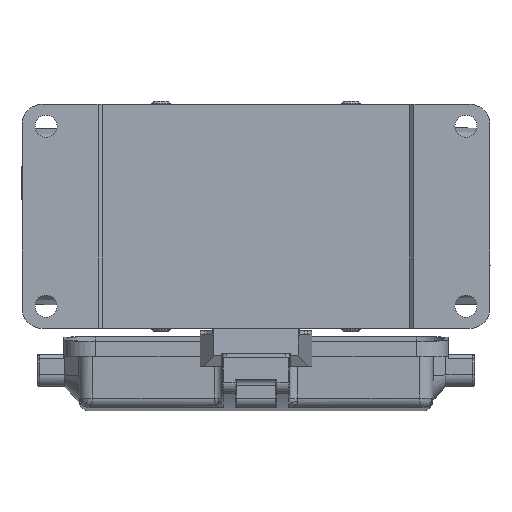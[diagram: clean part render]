
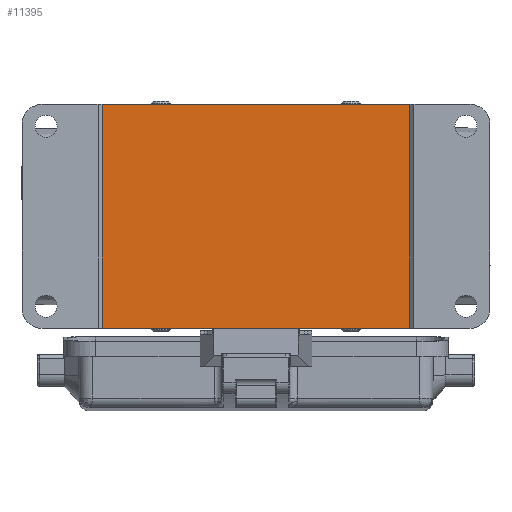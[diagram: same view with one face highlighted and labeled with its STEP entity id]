
A CAD part, front view. The second image highlights one B-rep face of the part: STEP entity #11395.
In plain terms, the highlighted planar face has unit normal (0, -1, 0).
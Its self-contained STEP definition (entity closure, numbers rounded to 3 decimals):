
#534 = AXIS2_PLACEMENT_3D ( 'NONE', #10735, #10736, #10737 ) ;
#535 = FACE_OUTER_BOUND ( 'NONE', #1112, .T. ) ;
#875 = VERTEX_POINT ( 'NONE', #1599 ) ;
#907 = VERTEX_POINT ( 'NONE', #1657 ) ;
#1112 = EDGE_LOOP ( 'NONE', ( #13805, #12842, #13696, #13803 ) ) ;
#1436 = VERTEX_POINT ( 'NONE', #2401 ) ;
#1437 = VERTEX_POINT ( 'NONE', #2400 ) ;
#1599 = CARTESIAN_POINT ( 'NONE',  ( 38.5, -23., 28. ) ) ;
#1657 = CARTESIAN_POINT ( 'NONE',  ( -38.5, -23., 28. ) ) ;
#2400 = CARTESIAN_POINT ( 'NONE',  ( 38.5, -23., -28. ) ) ;
#2401 = CARTESIAN_POINT ( 'NONE',  ( -38.5, -23., -28. ) ) ;
#8030 = LINE ( 'NONE', #8031, #18306 ) ;
#8031 = CARTESIAN_POINT ( 'NONE',  ( -58.5, -23., 28. ) ) ;
#8032 = DIRECTION ( 'NONE',  ( 1., 0., 0. ) ) ;
#10734 = PLANE ( 'NONE',  #534 ) ;
#10735 = CARTESIAN_POINT ( 'NONE',  ( 38.5, -23., 33.6 ) ) ;
#10736 = DIRECTION ( 'NONE',  ( 0., 1., 0. ) ) ;
#10737 = DIRECTION ( 'NONE',  ( 0., 0., 1. ) ) ;
#11395 = ADVANCED_FACE ( 'NONE', ( #535 ), #10734, .F. ) ;
#12842 = ORIENTED_EDGE ( 'NONE', *, *, #15148, .T. ) ;
#13696 = ORIENTED_EDGE ( 'NONE', *, *, #20302, .F. ) ;
#13803 = ORIENTED_EDGE ( 'NONE', *, *, #15149, .T. ) ;
#13805 = ORIENTED_EDGE ( 'NONE', *, *, #15151, .F. ) ;
#14557 = VECTOR ( 'NONE', #24788, 1000. ) ;
#14560 = VECTOR ( 'NONE', #24782, 1000. ) ;
#14563 = VECTOR ( 'NONE', #24779, 1000. ) ;
#15148 = EDGE_CURVE ( 'NONE', #1437, #875, #24777, .T. ) ;
#15149 = EDGE_CURVE ( 'NONE', #907, #1436, #24780, .T. ) ;
#15151 = EDGE_CURVE ( 'NONE', #1437, #1436, #24786, .T. ) ;
#18306 = VECTOR ( 'NONE', #8032, 1000. ) ;
#20302 = EDGE_CURVE ( 'NONE', #907, #875, #8030, .T. ) ;
#24777 = LINE ( 'NONE', #24778, #14563 ) ;
#24778 = CARTESIAN_POINT ( 'NONE',  ( 38.5, -23., 33.6 ) ) ;
#24779 = DIRECTION ( 'NONE',  ( 0., 0., 1. ) ) ;
#24780 = LINE ( 'NONE', #24781, #14560 ) ;
#24781 = CARTESIAN_POINT ( 'NONE',  ( -38.5, -23., 33.6 ) ) ;
#24782 = DIRECTION ( 'NONE',  ( 0., 0., -1. ) ) ;
#24786 = LINE ( 'NONE', #24787, #14557 ) ;
#24787 = CARTESIAN_POINT ( 'NONE',  ( 58.5, -23., -28. ) ) ;
#24788 = DIRECTION ( 'NONE',  ( -1., 0., 0. ) ) ;
